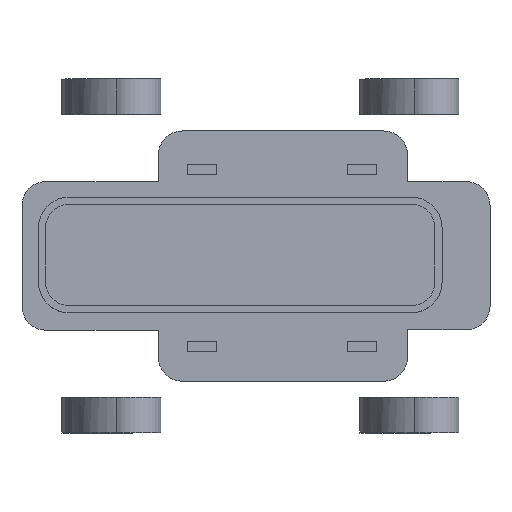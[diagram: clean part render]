
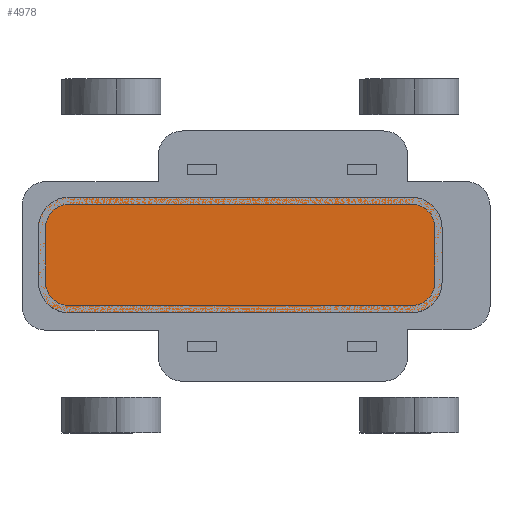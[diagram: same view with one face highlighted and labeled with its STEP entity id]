
A CAD part, top view. The second image highlights one B-rep face of the part: STEP entity #4978.
In plain terms, the highlighted planar face has unit normal (0, 0, 1).
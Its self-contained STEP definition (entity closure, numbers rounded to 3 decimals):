
#490=FACE_OUTER_BOUND('',#809,.T.);
#809=EDGE_LOOP('',(#4343,#4344,#4345,#4346,#4347,#4348,#4349,#4350));
#1281=LINE('',#8545,#1725);
#1282=LINE('',#8549,#1726);
#1283=LINE('',#8553,#1727);
#1284=LINE('',#8557,#1728);
#1725=VECTOR('',#6729,10.);
#1726=VECTOR('',#6732,10.);
#1727=VECTOR('',#6735,10.);
#1728=VECTOR('',#6738,10.);
#1979=CIRCLE('',#5464,13.);
#1980=CIRCLE('',#5465,13.);
#1981=CIRCLE('',#5466,13.);
#1982=CIRCLE('',#5467,13.);
#2419=VERTEX_POINT('',#8543);
#2420=VERTEX_POINT('',#8544);
#2421=VERTEX_POINT('',#8546);
#2422=VERTEX_POINT('',#8548);
#2423=VERTEX_POINT('',#8550);
#2424=VERTEX_POINT('',#8552);
#2425=VERTEX_POINT('',#8554);
#2426=VERTEX_POINT('',#8556);
#3077=EDGE_CURVE('',#2419,#2420,#1281,.T.);
#3078=EDGE_CURVE('',#2421,#2419,#1979,.T.);
#3079=EDGE_CURVE('',#2422,#2421,#1282,.T.);
#3080=EDGE_CURVE('',#2423,#2422,#1980,.T.);
#3081=EDGE_CURVE('',#2424,#2423,#1283,.T.);
#3082=EDGE_CURVE('',#2425,#2424,#1981,.T.);
#3083=EDGE_CURVE('',#2426,#2425,#1284,.T.);
#3084=EDGE_CURVE('',#2420,#2426,#1982,.T.);
#4343=ORIENTED_EDGE('',*,*,#3077,.F.);
#4344=ORIENTED_EDGE('',*,*,#3078,.F.);
#4345=ORIENTED_EDGE('',*,*,#3079,.F.);
#4346=ORIENTED_EDGE('',*,*,#3080,.F.);
#4347=ORIENTED_EDGE('',*,*,#3081,.F.);
#4348=ORIENTED_EDGE('',*,*,#3082,.F.);
#4349=ORIENTED_EDGE('',*,*,#3083,.F.);
#4350=ORIENTED_EDGE('',*,*,#3084,.F.);
#4752=PLANE('',#5463);
#4978=ADVANCED_FACE('',(#490),#4752,.F.);
#5463=AXIS2_PLACEMENT_3D('',#8542,#6727,#6728);
#5464=AXIS2_PLACEMENT_3D('',#8547,#6730,#6731);
#5465=AXIS2_PLACEMENT_3D('',#8551,#6733,#6734);
#5466=AXIS2_PLACEMENT_3D('',#8555,#6736,#6737);
#5467=AXIS2_PLACEMENT_3D('',#8558,#6739,#6740);
#6727=DIRECTION('center_axis',(0.,0.,
-1.));
#6728=DIRECTION('ref_axis',(-1.,0.,0.));
#6729=DIRECTION('',(-1.,0.,0.));
#6730=DIRECTION('center_axis',(0.,0.,
-1.));
#6731=DIRECTION('ref_axis',(1.,0.,0.));
#6732=DIRECTION('',(0.,-1.,0.));
#6733=DIRECTION('center_axis',(0.,0.,
-1.));
#6734=DIRECTION('ref_axis',(0.,1.,0.));
#6735=DIRECTION('',(1.,0.,0.));
#6736=DIRECTION('center_axis',(0.,0.,
-1.));
#6737=DIRECTION('ref_axis',(-1.,0.,0.));
#6738=DIRECTION('',(0.,1.,0.));
#6739=DIRECTION('center_axis',(0.,0.,
-1.));
#6740=DIRECTION('ref_axis',(0.,-1.,0.));
#8542=CARTESIAN_POINT('Origin',(-2.5,0.5,152.));
#8543=CARTESIAN_POINT('',(70.,-24.,152.));
#8544=CARTESIAN_POINT('',(-75.,-24.,152.));
#8545=CARTESIAN_POINT('',(33.75,-24.,152.));
#8546=CARTESIAN_POINT('',(83.,-11.,152.));
#8547=CARTESIAN_POINT('Origin',(70.,-11.,152.));
#8548=CARTESIAN_POINT('',(83.,12.,152.));
#8549=CARTESIAN_POINT('',(83.,6.25,152.));
#8550=CARTESIAN_POINT('',(70.,25.,152.));
#8551=CARTESIAN_POINT('Origin',(70.,12.,152.));
#8552=CARTESIAN_POINT('',(-75.,25.,152.));
#8553=CARTESIAN_POINT('',(-38.75,25.,152.));
#8554=CARTESIAN_POINT('',(-88.,12.,152.));
#8555=CARTESIAN_POINT('Origin',(-75.,12.,152.));
#8556=CARTESIAN_POINT('',(-88.,-11.,152.));
#8557=CARTESIAN_POINT('',(-88.,-5.25,152.));
#8558=CARTESIAN_POINT('Origin',(-75.,-11.,152.));
